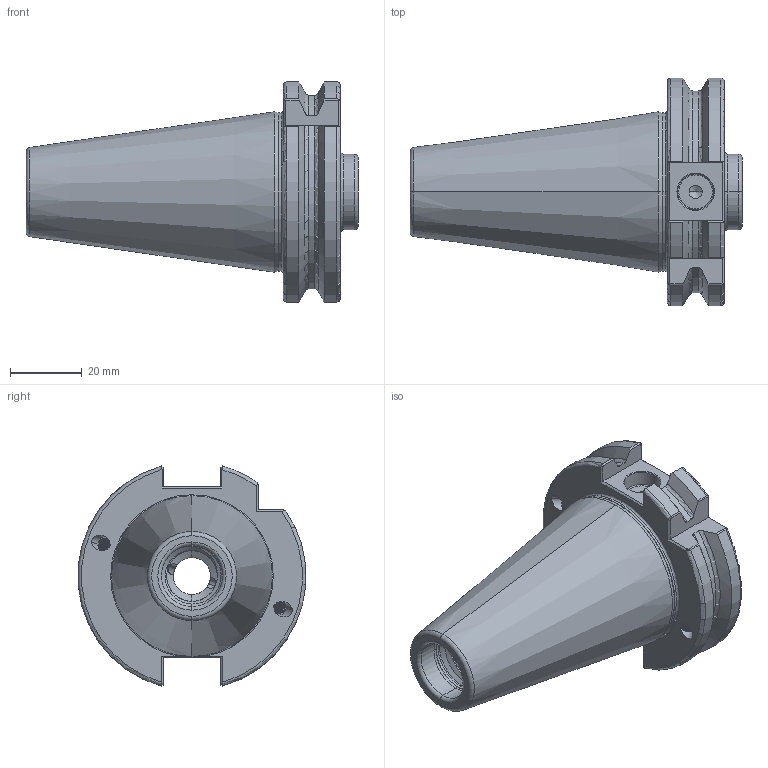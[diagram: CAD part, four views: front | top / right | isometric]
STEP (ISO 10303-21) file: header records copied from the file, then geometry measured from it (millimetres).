
FILE_DESCRIPTION (( 'STEP AP203' ), '1' );
FILE_NAME ('403.06.12.0.STEP', '2016-07-25T03:24:30', ( '' ), ( '' ), 'SwSTEP 2.0', 'SolidWorks 2012', '' );
FILE_SCHEMA (( 'CONFIG_CONTROL_DESIGN' ));
Length unit declared in the file: millimetre
Products named in the file (1): 403.06.12.0
Bounding box: 92.4 x 63.34 x 61.24 mm (x, y, z)
Volume: 100272 mm3; surface area: 23589.7 mm2
Topology: 1 solids, 1 shells, 246 faces, 661 edges, 408 vertices
Faces by surface type: cylinder 107, plane 52, cone 33, torus 32, bspline 22
Entity records: 15798 total; most frequent: CARTESIAN_POINT 10275, ORIENTED_EDGE 1294, DIRECTION 968, EDGE_CURVE 647, VERTEX_POINT 408, AXIS2_PLACEMENT_3D 376, EDGE_LOOP 261, FACE_OUTER_BOUND 246
